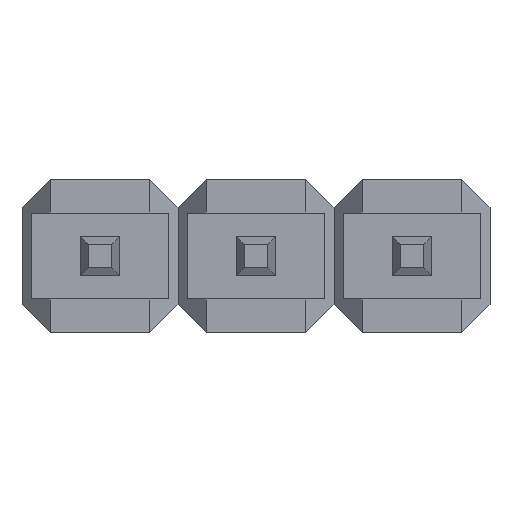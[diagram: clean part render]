
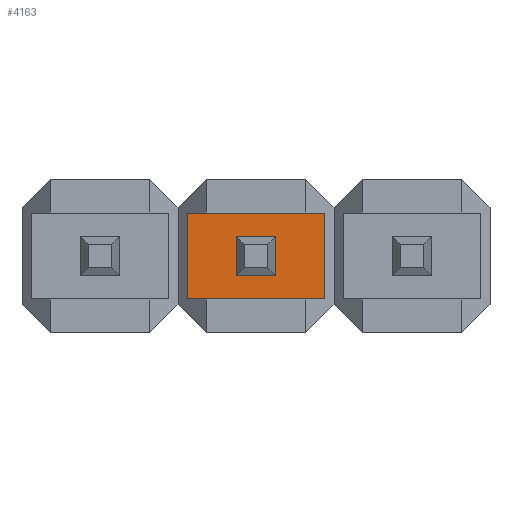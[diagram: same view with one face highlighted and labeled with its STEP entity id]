
A CAD part, front view. The second image highlights one B-rep face of the part: STEP entity #4163.
In plain terms, the highlighted planar face has unit normal (0, -1, 0).
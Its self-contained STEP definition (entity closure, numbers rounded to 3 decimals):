
#52 = CARTESIAN_POINT ( 'NONE',  ( 1.43, 0.3, -0.7 ) ) ;
#62 = CARTESIAN_POINT ( 'NONE',  ( 3.65, 0.3, -0.7 ) ) ;
#64 = CARTESIAN_POINT ( 'NONE',  ( 1.43, 0.3, 0.7 ) ) ;
#65 = CARTESIAN_POINT ( 'NONE',  ( 2.86, 0.3, 0.32 ) ) ;
#71 = CARTESIAN_POINT ( 'NONE',  ( 2.86, 0.3, -0.32 ) ) ;
#79 = LINE ( 'NONE', #80, #3039 ) ;
#80 = CARTESIAN_POINT ( 'NONE',  ( 1.27, 0.3, 0.7 ) ) ;
#81 = DIRECTION ( 'NONE',  ( 1., 0., 0. ) ) ;
#375 = VERTEX_POINT ( 'NONE', #515 ) ;
#376 = VERTEX_POINT ( 'NONE', #516 ) ;
#387 = VERTEX_POINT ( 'NONE', #527 ) ;
#415 = VERTEX_POINT ( 'NONE', #52 ) ;
#425 = VERTEX_POINT ( 'NONE', #62 ) ;
#427 = VERTEX_POINT ( 'NONE', #64 ) ;
#428 = VERTEX_POINT ( 'NONE', #65 ) ;
#434 = VERTEX_POINT ( 'NONE', #71 ) ;
#515 = CARTESIAN_POINT ( 'NONE',  ( 2.22, 0.3, 0.32 ) ) ;
#516 = CARTESIAN_POINT ( 'NONE',  ( 2.22, 0.3, -0.32 ) ) ;
#527 = CARTESIAN_POINT ( 'NONE',  ( 3.65, 0.3, 0.7 ) ) ;
#1412 = FACE_OUTER_BOUND ( 'NONE', #3460, .T. ) ;
#1416 = FACE_BOUND ( 'NONE', #3463, .T. ) ;
#1424 = AXIS2_PLACEMENT_3D ( 'NONE', #1565, #1566, #1567 ) ;
#1564 = PLANE ( 'NONE',  #1424 ) ;
#1565 = CARTESIAN_POINT ( 'NONE',  ( 1.27, 0.3, -0.7 ) ) ;
#1566 = DIRECTION ( 'NONE',  ( 0., 1., 0. ) ) ;
#1567 = DIRECTION ( 'NONE',  ( 0., 0., 1. ) ) ;
#1799 = DIRECTION ( 'NONE',  ( 0., 0., 1. ) ) ;
#1900 = LINE ( 'NONE', #1901, #2580 ) ;
#1901 = CARTESIAN_POINT ( 'NONE',  ( 2.86, 0.3, -0.32 ) ) ;
#1902 = DIRECTION ( 'NONE',  ( 0., 0., -1. ) ) ;
#2201 = EDGE_CURVE ( 'NONE', #427, #387, #79, .T. ) ;
#2270 = EDGE_CURVE ( 'NONE', #415, #425, #3979, .T. ) ;
#2313 = EDGE_CURVE ( 'NONE', #434, #376, #3154, .T. ) ;
#2315 = EDGE_CURVE ( 'NONE', #375, #428, #3161, .T. ) ;
#2316 = EDGE_CURVE ( 'NONE', #427, #415, #3164, .T. ) ;
#2327 = EDGE_CURVE ( 'NONE', #376, #375, #3227, .T. ) ;
#2333 = EDGE_CURVE ( 'NONE', #425, #387, #3245, .T. ) ;
#2354 = EDGE_CURVE ( 'NONE', #428, #434, #1900, .T. ) ;
#2580 = VECTOR ( 'NONE', #1902, 1000. ) ;
#2660 = VECTOR ( 'NONE', #3981, 1000. ) ;
#2777 = VECTOR ( 'NONE', #3229, 1000. ) ;
#2783 = VECTOR ( 'NONE', #1799, 1000. ) ;
#2907 = ORIENTED_EDGE ( 'NONE', *, *, #2333, .T. ) ;
#2913 = ORIENTED_EDGE ( 'NONE', *, *, #2354, .T. ) ;
#2943 = ORIENTED_EDGE ( 'NONE', *, *, #2327, .T. ) ;
#2947 = ORIENTED_EDGE ( 'NONE', *, *, #2313, .T. ) ;
#2949 = ORIENTED_EDGE ( 'NONE', *, *, #2201, .F. ) ;
#2963 = ORIENTED_EDGE ( 'NONE', *, *, #2270, .T. ) ;
#2979 = ORIENTED_EDGE ( 'NONE', *, *, #2316, .T. ) ;
#2984 = ORIENTED_EDGE ( 'NONE', *, *, #2315, .T. ) ;
#3039 = VECTOR ( 'NONE', #81, 1000. ) ;
#3154 = LINE ( 'NONE', #3155, #3514 ) ;
#3155 = CARTESIAN_POINT ( 'NONE',  ( 2.22, 0.3, -0.32 ) ) ;
#3156 = DIRECTION ( 'NONE',  ( -1., 0., 0. ) ) ;
#3161 = LINE ( 'NONE', #3162, #3516 ) ;
#3162 = CARTESIAN_POINT ( 'NONE',  ( 2.86, 0.3, 0.32 ) ) ;
#3163 = DIRECTION ( 'NONE',  ( 1., 0., 0. ) ) ;
#3164 = LINE ( 'NONE', #3165, #3518 ) ;
#3165 = CARTESIAN_POINT ( 'NONE',  ( 1.43, 0.3, -0.7 ) ) ;
#3166 = DIRECTION ( 'NONE',  ( 0., 0., -1. ) ) ;
#3227 = LINE ( 'NONE', #3228, #2777 ) ;
#3228 = CARTESIAN_POINT ( 'NONE',  ( 2.22, 0.3, -0.32 ) ) ;
#3229 = DIRECTION ( 'NONE',  ( 0., 0., 1. ) ) ;
#3245 = LINE ( 'NONE', #3246, #2783 ) ;
#3246 = CARTESIAN_POINT ( 'NONE',  ( 3.65, 0.3, -0.7 ) ) ;
#3460 = EDGE_LOOP ( 'NONE', ( #2963, #2907, #2949, #2979 ) ) ;
#3463 = EDGE_LOOP ( 'NONE', ( #2947, #2943, #2984, #2913 ) ) ;
#3514 = VECTOR ( 'NONE', #3156, 1000. ) ;
#3516 = VECTOR ( 'NONE', #3163, 1000. ) ;
#3518 = VECTOR ( 'NONE', #3166, 1000. ) ;
#3979 = LINE ( 'NONE', #3980, #2660 ) ;
#3980 = CARTESIAN_POINT ( 'NONE',  ( 1.27, 0.3, -0.7 ) ) ;
#3981 = DIRECTION ( 'NONE',  ( 1., 0., 0. ) ) ;
#4163 = ADVANCED_FACE ( 'NONE', ( #1416, #1412 ), #1564, .F. ) ;
